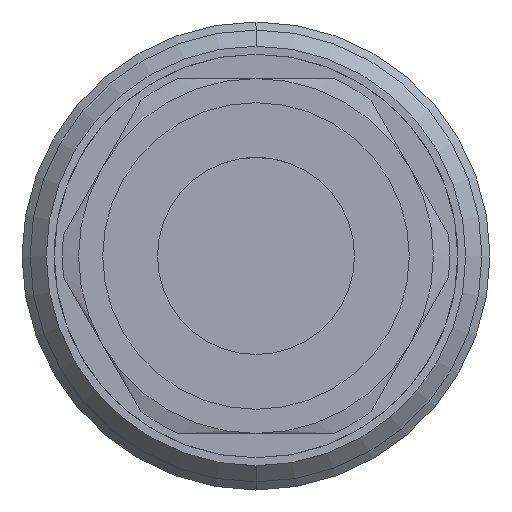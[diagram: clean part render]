
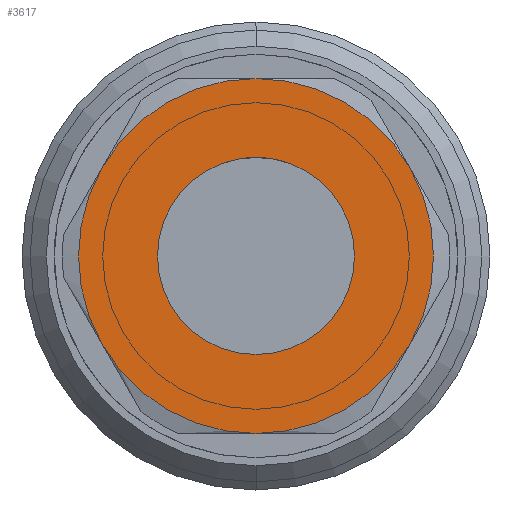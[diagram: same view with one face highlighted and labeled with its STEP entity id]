
A CAD part, front view. The second image highlights one B-rep face of the part: STEP entity #3617.
In plain terms, the highlighted planar face has unit normal (0, -1, 0).
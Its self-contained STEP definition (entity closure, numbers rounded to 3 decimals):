
#35 = CIRCLE ( 'NONE', #1119, 5.5 ) ;
#199 = DIRECTION ( 'NONE',  ( 0., -1., 0. ) ) ;
#216 = CIRCLE ( 'NONE', #4156, 5.5 ) ;
#221 = DIRECTION ( 'NONE',  ( 0., 0., -1. ) ) ;
#253 = CARTESIAN_POINT ( 'NONE',  ( 0., 0., 0. ) ) ;
#440 = CARTESIAN_POINT ( 'NONE',  ( 0., 0., 0. ) ) ;
#484 = VERTEX_POINT ( 'NONE', #4232 ) ;
#635 = FACE_BOUND ( 'NONE', #3147, .T. ) ;
#640 = CARTESIAN_POINT ( 'NONE',  ( 4.763, 0., 2.75 ) ) ;
#669 = CARTESIAN_POINT ( 'NONE',  ( -6., 0., 0. ) ) ;
#702 = VERTEX_POINT ( 'NONE', #640 ) ;
#781 = CIRCLE ( 'NONE', #2157, 5.5 ) ;
#801 = VERTEX_POINT ( 'NONE', #985 ) ;
#827 = CARTESIAN_POINT ( 'NONE',  ( 0., 0., -5.5 ) ) ;
#829 = EDGE_CURVE ( 'Defeature ausgef�hrt2_29+Defeature ausgef�hrt2_6+Defeature ausgef�hrt2_7+Defeature ausgef�hrt2_9', #4188, #3275, #781, .T. ) ;
#849 = ORIENTED_EDGE ( 'NONE', *, *, #829, .T. ) ;
#909 = AXIS2_PLACEMENT_3D ( 'NONE', #440, #4007, #4365 ) ;
#985 = CARTESIAN_POINT ( 'NONE',  ( 0., 0., 3.05 ) ) ;
#1080 = AXIS2_PLACEMENT_3D ( 'NONE', #669, #4241, #3162 ) ;
#1119 = AXIS2_PLACEMENT_3D ( 'NONE', #3679, #4049, #2920 ) ;
#1262 = ORIENTED_EDGE ( 'NONE', *, *, #2668, .F. ) ;
#1438 = CARTESIAN_POINT ( 'NONE',  ( 0., 0., 0. ) ) ;
#1476 = FACE_OUTER_BOUND ( 'NONE', #2871, .T. ) ;
#1490 = ORIENTED_EDGE ( 'NONE', *, *, #3365, .T. ) ;
#1504 = AXIS2_PLACEMENT_3D ( 'NONE', #4583, #1736, #4624 ) ;
#1631 = CARTESIAN_POINT ( 'NONE',  ( 0., 0., 0. ) ) ;
#1736 = DIRECTION ( 'NONE',  ( 0., -1., 0. ) ) ;
#1756 = EDGE_CURVE ( 'Defeature ausgef�hrt2_29+Defeature ausgef�hrt2_9+Defeature ausgef�hrt2_6+Defeature ausgef�hrt2_5', #3275, #3545, #3681, .T. ) ;
#1794 = DIRECTION ( 'NONE',  ( 0., 0., 1. ) ) ;
#1799 = DIRECTION ( 'NONE',  ( 0., -1., 0. ) ) ;
#1859 = ORIENTED_EDGE ( 'NONE', *, *, #2091, .F. ) ;
#1885 = VERTEX_POINT ( 'NONE', #827 ) ;
#2022 = DIRECTION ( 'NONE',  ( 0., 0., 1. ) ) ;
#2091 = EDGE_CURVE ( 'Defeature ausgef�hrt2_40+Defeature ausgef�hrt2_29+Defeature ausgef�hrt2_29+Defeature ausgef�hrt2_29', #484, #801, #3566, .T. ) ;
#2157 = AXIS2_PLACEMENT_3D ( 'NONE', #4296, #2485, #1794 ) ;
#2174 = ORIENTED_EDGE ( 'NONE', *, *, #1756, .T. ) ;
#2192 = CIRCLE ( 'NONE', #2627, 5.5 ) ;
#2356 = CARTESIAN_POINT ( 'NONE',  ( 0., 0., 0. ) ) ;
#2376 = CARTESIAN_POINT ( 'NONE',  ( -4.763, 0., -2.75 ) ) ;
#2387 = DIRECTION ( 'NONE',  ( 0., 0., 1. ) ) ;
#2485 = DIRECTION ( 'NONE',  ( 0., -1., 0. ) ) ;
#2538 = ORIENTED_EDGE ( 'NONE', *, *, #4269, .T. ) ;
#2627 = AXIS2_PLACEMENT_3D ( 'NONE', #2356, #199, #2022 ) ;
#2650 = ORIENTED_EDGE ( 'NONE', *, *, #4114, .T. ) ;
#2668 = EDGE_CURVE ( 'Defeature ausgef�hrt2_40+Defeature ausgef�hrt2_29+Defeature ausgef�hrt2_29+Defeature ausgef�hrt2_29', #801, #484, #4090, .T. ) ;
#2773 = AXIS2_PLACEMENT_3D ( 'NONE', #1631, #4528, #2387 ) ;
#2857 = CIRCLE ( 'NONE', #909, 5.5 ) ;
#2871 = EDGE_LOOP ( 'NONE', ( #3552, #2538, #2650, #849, #2174, #1490 ) ) ;
#2920 = DIRECTION ( 'NONE',  ( 0., 0., 1. ) ) ;
#2938 = VERTEX_POINT ( 'NONE', #3381 ) ;
#3147 = EDGE_LOOP ( 'NONE', ( #1859, #1262 ) ) ;
#3162 = DIRECTION ( 'NONE',  ( 0., 0., 1. ) ) ;
#3275 = VERTEX_POINT ( 'NONE', #3512 ) ;
#3365 = EDGE_CURVE ( 'Defeature ausgef�hrt2_29+Defeature ausgef�hrt2_5+Defeature ausgef�hrt2_9+Defeature ausgef�hrt2_28', #3545, #1885, #2857, .T. ) ;
#3381 = CARTESIAN_POINT ( 'NONE',  ( 4.763, 0., -2.75 ) ) ;
#3402 = AXIS2_PLACEMENT_3D ( 'NONE', #253, #4173, #221 ) ;
#3512 = CARTESIAN_POINT ( 'NONE',  ( -4.763, 0., 2.75 ) ) ;
#3545 = VERTEX_POINT ( 'NONE', #2376 ) ;
#3552 = ORIENTED_EDGE ( 'NONE', *, *, #4211, .T. ) ;
#3566 = CIRCLE ( 'NONE', #3402, 3.05 ) ;
#3617 = ADVANCED_FACE ( 'Defeature ausgef�hrt2_29', ( #635, #1476 ), #4226, .T. ) ;
#3647 = CARTESIAN_POINT ( 'NONE',  ( 0., 0., 5.5 ) ) ;
#3679 = CARTESIAN_POINT ( 'NONE',  ( 0., 0., 0. ) ) ;
#3681 = CIRCLE ( 'NONE', #2773, 5.5 ) ;
#4007 = DIRECTION ( 'NONE',  ( 0., -1., 0. ) ) ;
#4049 = DIRECTION ( 'NONE',  ( 0., -1., 0. ) ) ;
#4090 = CIRCLE ( 'NONE', #1504, 3.05 ) ;
#4114 = EDGE_CURVE ( 'Defeature ausgef�hrt2_29+Defeature ausgef�hrt2_7+Defeature ausgef�hrt2_8+Defeature ausgef�hrt2_6', #702, #4188, #216, .T. ) ;
#4156 = AXIS2_PLACEMENT_3D ( 'NONE', #1438, #1799, #4283 ) ;
#4173 = DIRECTION ( 'NONE',  ( 0., -1., 0. ) ) ;
#4188 = VERTEX_POINT ( 'NONE', #3647 ) ;
#4211 = EDGE_CURVE ( 'Defeature ausgef�hrt2_29+Defeature ausgef�hrt2_28+Defeature ausgef�hrt2_5+Defeature ausgef�hrt2_8', #1885, #2938, #35, .T. ) ;
#4226 = PLANE ( 'NONE',  #1080 ) ;
#4232 = CARTESIAN_POINT ( 'NONE',  ( 0., 0., -3.05 ) ) ;
#4241 = DIRECTION ( 'NONE',  ( 0., -1., 0. ) ) ;
#4269 = EDGE_CURVE ( 'Defeature ausgef�hrt2_29+Defeature ausgef�hrt2_8+Defeature ausgef�hrt2_28+Defeature ausgef�hrt2_7', #2938, #702, #2192, .T. ) ;
#4283 = DIRECTION ( 'NONE',  ( 0., 0., 1. ) ) ;
#4296 = CARTESIAN_POINT ( 'NONE',  ( 0., 0., 0. ) ) ;
#4365 = DIRECTION ( 'NONE',  ( 0., 0., 1. ) ) ;
#4528 = DIRECTION ( 'NONE',  ( 0., -1., 0. ) ) ;
#4583 = CARTESIAN_POINT ( 'NONE',  ( 0., 0., 0. ) ) ;
#4624 = DIRECTION ( 'NONE',  ( 0., 0., -1. ) ) ;
